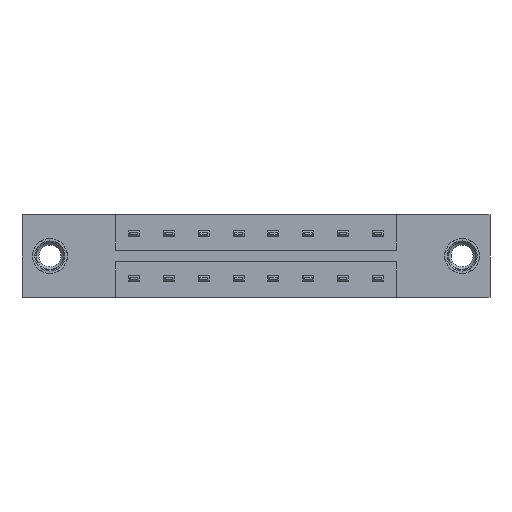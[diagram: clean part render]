
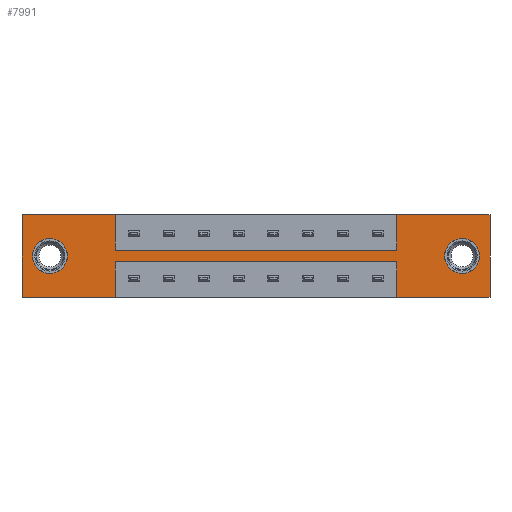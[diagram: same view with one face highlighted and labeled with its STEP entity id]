
A CAD part, front view. The second image highlights one B-rep face of the part: STEP entity #7991.
In plain terms, the highlighted planar face has unit normal (0, -1, 0).
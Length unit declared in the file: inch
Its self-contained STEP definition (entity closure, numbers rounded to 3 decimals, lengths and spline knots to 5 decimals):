
#46 = EDGE_LOOP ( 'NONE', ( #9235, #8301 ) ) ;
#83 = CARTESIAN_POINT ( 'NONE',  ( 0.125, 0., -0.185 ) ) ;
#147 = CARTESIAN_POINT ( 'NONE',  ( 1.971, 0., -0.185 ) ) ;
#180 = VERTEX_POINT ( 'NONE', #6855 ) ;
#219 = LINE ( 'NONE', #1888, #4835 ) ;
#222 = CARTESIAN_POINT ( 'NONE',  ( 0.125, 0., -0.185 ) ) ;
#305 = VERTEX_POINT ( 'NONE', #6280 ) ;
#329 = DIRECTION ( 'NONE',  ( 0., 0., 1. ) ) ;
#356 = CARTESIAN_POINT ( 'NONE',  ( 2.096, 0., 0. ) ) ;
#399 = CARTESIAN_POINT ( 'NONE',  ( 0.4175, 0., -0.1585 ) ) ;
#510 = CARTESIAN_POINT ( 'NONE',  ( 0.125, 0., -0.263 ) ) ;
#550 = VECTOR ( 'NONE', #6646, 39.37008 ) ;
#601 = EDGE_CURVE ( 'NONE', #657, #8382, #1241, .T. ) ;
#657 = VERTEX_POINT ( 'NONE', #10494 ) ;
#689 = AXIS2_PLACEMENT_3D ( 'NONE', #147, #3423, #6677 ) ;
#754 = ORIENTED_EDGE ( 'NONE', *, *, #9635, .F. ) ;
#813 = DIRECTION ( 'NONE',  ( 0., 1., 0. ) ) ;
#822 = DIRECTION ( 'NONE',  ( 0., 0., 1. ) ) ;
#993 = VECTOR ( 'NONE', #4533, 39.37008 ) ;
#1015 = ORIENTED_EDGE ( 'NONE', *, *, #9169, .F. ) ;
#1059 = VERTEX_POINT ( 'NONE', #9060 ) ;
#1122 = EDGE_CURVE ( 'NONE', #9338, #10127, #5764, .T. ) ;
#1140 = VECTOR ( 'NONE', #4590, 39.37008 ) ;
#1241 = LINE ( 'NONE', #2046, #993 ) ;
#1703 = VERTEX_POINT ( 'NONE', #5193 ) ;
#1816 = CARTESIAN_POINT ( 'NONE',  ( 1.6785, 0., -0.2115 ) ) ;
#1888 = CARTESIAN_POINT ( 'NONE',  ( 0., 0., -0.37 ) ) ;
#1895 = AXIS2_PLACEMENT_3D ( 'NONE', #83, #1966, #5066 ) ;
#1966 = DIRECTION ( 'NONE',  ( 0., 1., 0. ) ) ;
#2046 = CARTESIAN_POINT ( 'NONE',  ( 0.4175, 0., -0.1585 ) ) ;
#2381 = CIRCLE ( 'NONE', #689, 0.078 ) ;
#2437 = AXIS2_PLACEMENT_3D ( 'NONE', #222, #2638, #329 ) ;
#2514 = FACE_OUTER_BOUND ( 'NONE', #5885, .T. ) ;
#2638 = DIRECTION ( 'NONE',  ( 0., 1., 0. ) ) ;
#2789 = CARTESIAN_POINT ( 'NONE',  ( 1.6785, 0., -0.1585 ) ) ;
#2903 = ORIENTED_EDGE ( 'NONE', *, *, #3624, .F. ) ;
#2904 = VERTEX_POINT ( 'NONE', #5724 ) ;
#2980 = CARTESIAN_POINT ( 'NONE',  ( 0., 0., 0. ) ) ;
#2986 = EDGE_CURVE ( 'NONE', #3764, #2904, #7797, .T. ) ;
#3173 = DIRECTION ( 'NONE',  ( 0., 0., -1. ) ) ;
#3225 = AXIS2_PLACEMENT_3D ( 'NONE', #8809, #813, #7103 ) ;
#3241 = VERTEX_POINT ( 'NONE', #6854 ) ;
#3256 = VERTEX_POINT ( 'NONE', #5165 ) ;
#3415 = VECTOR ( 'NONE', #822, 39.37008 ) ;
#3423 = DIRECTION ( 'NONE',  ( 0., 1., 0. ) ) ;
#3440 = EDGE_CURVE ( 'NONE', #8382, #3241, #6157, .T. ) ;
#3613 = AXIS2_PLACEMENT_3D ( 'NONE', #8811, #4149, #3173 ) ;
#3624 = EDGE_CURVE ( 'NONE', #1059, #10415, #5516, .T. ) ;
#3764 = VERTEX_POINT ( 'NONE', #6889 ) ;
#3826 = LINE ( 'NONE', #6847, #7194 ) ;
#3840 = LINE ( 'NONE', #2980, #1140 ) ;
#4042 = CARTESIAN_POINT ( 'NONE',  ( 0.4175, 0., -0.2115 ) ) ;
#4095 = ORIENTED_EDGE ( 'NONE', *, *, #2986, .T. ) ;
#4136 = CIRCLE ( 'NONE', #1895, 0.078 ) ;
#4149 = DIRECTION ( 'NONE',  ( 0., -1., 0. ) ) ;
#4171 = EDGE_CURVE ( 'NONE', #3256, #4503, #4340, .T. ) ;
#4212 = CARTESIAN_POINT ( 'NONE',  ( 0., 0., 0. ) ) ;
#4324 = VECTOR ( 'NONE', #7071, 39.37008 ) ;
#4340 = CIRCLE ( 'NONE', #2437, 0.078 ) ;
#4352 = ORIENTED_EDGE ( 'NONE', *, *, #3440, .F. ) ;
#4456 = EDGE_CURVE ( 'NONE', #180, #657, #3840, .T. ) ;
#4503 = VERTEX_POINT ( 'NONE', #510 ) ;
#4520 = VECTOR ( 'NONE', #6816, 39.37008 ) ;
#4533 = DIRECTION ( 'NONE',  ( 0., 0., -1. ) ) ;
#4590 = DIRECTION ( 'NONE',  ( 1., 0., 0. ) ) ;
#4660 = ORIENTED_EDGE ( 'NONE', *, *, #8271, .F. ) ;
#4835 = VECTOR ( 'NONE', #5942, 39.37008 ) ;
#4850 = CARTESIAN_POINT ( 'NONE',  ( 2.096, 0., 0. ) ) ;
#4939 = DIRECTION ( 'NONE',  ( -1., 0., 0. ) ) ;
#4999 = VERTEX_POINT ( 'NONE', #1816 ) ;
#5049 = ORIENTED_EDGE ( 'NONE', *, *, #1122, .F. ) ;
#5066 = DIRECTION ( 'NONE',  ( 0., 0., 1. ) ) ;
#5165 = CARTESIAN_POINT ( 'NONE',  ( 0.125, 0., -0.107 ) ) ;
#5193 = CARTESIAN_POINT ( 'NONE',  ( 1.6785, 0., 0. ) ) ;
#5211 = CARTESIAN_POINT ( 'NONE',  ( 2.096, 0., -0.37 ) ) ;
#5264 = CARTESIAN_POINT ( 'NONE',  ( 0., 0., 0. ) ) ;
#5516 = LINE ( 'NONE', #4042, #7330 ) ;
#5569 = CARTESIAN_POINT ( 'NONE',  ( 0.4175, 0., -0.2115 ) ) ;
#5724 = CARTESIAN_POINT ( 'NONE',  ( 1.971, 0., -0.263 ) ) ;
#5764 = LINE ( 'NONE', #356, #4520 ) ;
#5885 = EDGE_LOOP ( 'NONE', ( #4660, #9842, #5049, #1015, #8457, #4352, #6733, #9392, #6915, #754, #2903, #5955 ) ) ;
#5917 = DIRECTION ( 'NONE',  ( 0., 0., 1. ) ) ;
#5942 = DIRECTION ( 'NONE',  ( -1., 0., 0. ) ) ;
#5955 = ORIENTED_EDGE ( 'NONE', *, *, #8348, .F. ) ;
#6040 = DIRECTION ( 'NONE',  ( 0., 0., 1. ) ) ;
#6076 = CARTESIAN_POINT ( 'NONE',  ( 0.4175, 0., -0.37 ) ) ;
#6149 = VECTOR ( 'NONE', #4939, 39.37008 ) ;
#6157 = LINE ( 'NONE', #399, #4324 ) ;
#6280 = CARTESIAN_POINT ( 'NONE',  ( 1.6785, 0., -0.37 ) ) ;
#6646 = DIRECTION ( 'NONE',  ( 1., 0., 0. ) ) ;
#6677 = DIRECTION ( 'NONE',  ( 0., 0., -1. ) ) ;
#6720 = LINE ( 'NONE', #10001, #7003 ) ;
#6733 = ORIENTED_EDGE ( 'NONE', *, *, #601, .F. ) ;
#6816 = DIRECTION ( 'NONE',  ( 0., 0., -1. ) ) ;
#6847 = CARTESIAN_POINT ( 'NONE',  ( 0., 0., -0.37 ) ) ;
#6854 = CARTESIAN_POINT ( 'NONE',  ( 1.6785, 0., -0.1585 ) ) ;
#6855 = CARTESIAN_POINT ( 'NONE',  ( 0., 0., 0. ) ) ;
#6889 = CARTESIAN_POINT ( 'NONE',  ( 1.971, 0., -0.107 ) ) ;
#6915 = ORIENTED_EDGE ( 'NONE', *, *, #7021, .F. ) ;
#7003 = VECTOR ( 'NONE', #5917, 39.37008 ) ;
#7021 = EDGE_CURVE ( 'NONE', #8958, #180, #9029, .T. ) ;
#7071 = DIRECTION ( 'NONE',  ( 1., 0., 0. ) ) ;
#7103 = DIRECTION ( 'NONE',  ( 0., 0., -1. ) ) ;
#7156 = EDGE_LOOP ( 'NONE', ( #4095, #7517 ) ) ;
#7194 = VECTOR ( 'NONE', #10187, 39.37008 ) ;
#7330 = VECTOR ( 'NONE', #8860, 39.37008 ) ;
#7376 = EDGE_CURVE ( 'NONE', #2904, #3764, #2381, .T. ) ;
#7513 = EDGE_CURVE ( 'NONE', #4503, #3256, #4136, .T. ) ;
#7517 = ORIENTED_EDGE ( 'NONE', *, *, #7376, .T. ) ;
#7797 = CIRCLE ( 'NONE', #3225, 0.078 ) ;
#7991 = ADVANCED_FACE ( 'NONE', ( #9801, #8160, #2514 ), #10492, .T. ) ;
#8061 = CARTESIAN_POINT ( 'NONE',  ( 0.4175, 0., -0.1585 ) ) ;
#8160 = FACE_BOUND ( 'NONE', #46, .T. ) ;
#8271 = EDGE_CURVE ( 'NONE', #305, #4999, #6720, .T. ) ;
#8301 = ORIENTED_EDGE ( 'NONE', *, *, #7513, .T. ) ;
#8348 = EDGE_CURVE ( 'NONE', #4999, #1059, #10135, .T. ) ;
#8382 = VERTEX_POINT ( 'NONE', #8061 ) ;
#8384 = LINE ( 'NONE', #5264, #550 ) ;
#8416 = LINE ( 'NONE', #2789, #9938 ) ;
#8457 = ORIENTED_EDGE ( 'NONE', *, *, #8458, .F. ) ;
#8458 = EDGE_CURVE ( 'NONE', #3241, #1703, #8416, .T. ) ;
#8612 = CARTESIAN_POINT ( 'NONE',  ( 0., 0., -0.37 ) ) ;
#8809 = CARTESIAN_POINT ( 'NONE',  ( 1.971, 0., -0.185 ) ) ;
#8811 = CARTESIAN_POINT ( 'NONE',  ( 0., 0., -0.37 ) ) ;
#8860 = DIRECTION ( 'NONE',  ( 0., 0., -1. ) ) ;
#8958 = VERTEX_POINT ( 'NONE', #8612 ) ;
#9029 = LINE ( 'NONE', #4212, #3415 ) ;
#9060 = CARTESIAN_POINT ( 'NONE',  ( 0.4175, 0., -0.2115 ) ) ;
#9169 = EDGE_CURVE ( 'NONE', #1703, #9338, #8384, .T. ) ;
#9235 = ORIENTED_EDGE ( 'NONE', *, *, #4171, .T. ) ;
#9338 = VERTEX_POINT ( 'NONE', #4850 ) ;
#9392 = ORIENTED_EDGE ( 'NONE', *, *, #4456, .F. ) ;
#9635 = EDGE_CURVE ( 'NONE', #10415, #8958, #219, .T. ) ;
#9801 = FACE_BOUND ( 'NONE', #7156, .T. ) ;
#9842 = ORIENTED_EDGE ( 'NONE', *, *, #10103, .F. ) ;
#9938 = VECTOR ( 'NONE', #6040, 39.37008 ) ;
#10001 = CARTESIAN_POINT ( 'NONE',  ( 1.6785, 0., -0.2115 ) ) ;
#10103 = EDGE_CURVE ( 'NONE', #10127, #305, #3826, .T. ) ;
#10127 = VERTEX_POINT ( 'NONE', #5211 ) ;
#10135 = LINE ( 'NONE', #5569, #6149 ) ;
#10187 = DIRECTION ( 'NONE',  ( -1., 0., 0. ) ) ;
#10415 = VERTEX_POINT ( 'NONE', #6076 ) ;
#10492 = PLANE ( 'NONE',  #3613 ) ;
#10494 = CARTESIAN_POINT ( 'NONE',  ( 0.4175, 0., 0. ) ) ;
